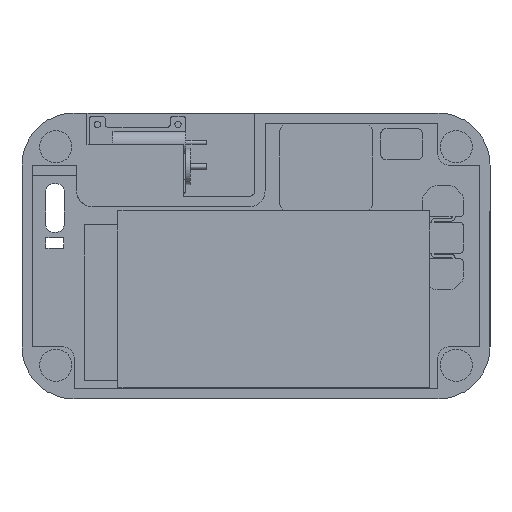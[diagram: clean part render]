
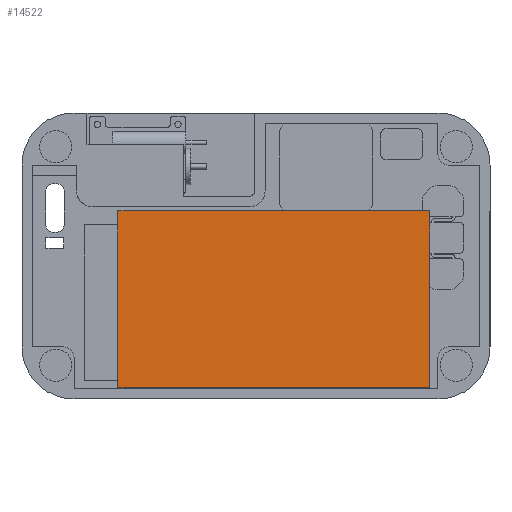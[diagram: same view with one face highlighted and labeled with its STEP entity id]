
A CAD part, front view. The second image highlights one B-rep face of the part: STEP entity #14522.
In plain terms, the highlighted planar face has unit normal (0, -1, 0).
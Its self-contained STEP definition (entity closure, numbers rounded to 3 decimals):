
#690 = EDGE_CURVE ( 'NONE', #17477, #12668, #13693, .T. ) ;
#994 = EDGE_CURVE ( 'NONE', #12668, #1290, #17323, .T. ) ;
#1279 = CARTESIAN_POINT ( 'NONE',  ( 30., 0., -17. ) ) ;
#1290 = VERTEX_POINT ( 'NONE', #11676 ) ;
#1919 = DIRECTION ( 'NONE',  ( 1., 0., 0. ) ) ;
#1975 = CARTESIAN_POINT ( 'NONE',  ( 0., 0., 0. ) ) ;
#2364 = ORIENTED_EDGE ( 'NONE', *, *, #690, .F. ) ;
#3606 = DIRECTION ( 'NONE',  ( 0., 1., 0. ) ) ;
#4363 = CARTESIAN_POINT ( 'NONE',  ( -30., 0., 17. ) ) ;
#4683 = DIRECTION ( 'NONE',  ( 0., 0., 1. ) ) ;
#4894 = CARTESIAN_POINT ( 'NONE',  ( -30., 0., -17. ) ) ;
#5020 = DIRECTION ( 'NONE',  ( 0., 0., -1. ) ) ;
#5034 = LINE ( 'NONE', #10491, #14700 ) ;
#5576 = CARTESIAN_POINT ( 'NONE',  ( 30., 0., 17. ) ) ;
#5947 = ORIENTED_EDGE ( 'NONE', *, *, #994, .F. ) ;
#5996 = AXIS2_PLACEMENT_3D ( 'NONE', #1975, #3606, #6431 ) ;
#6431 = DIRECTION ( 'NONE',  ( 0., 0., 1. ) ) ;
#6930 = EDGE_LOOP ( 'NONE', ( #10245, #5947, #2364, #8579 ) ) ;
#7610 = FACE_OUTER_BOUND ( 'NONE', #6930, .T. ) ;
#8579 = ORIENTED_EDGE ( 'NONE', *, *, #12283, .F. ) ;
#9541 = DIRECTION ( 'NONE',  ( -1., 0., 0. ) ) ;
#10245 = ORIENTED_EDGE ( 'NONE', *, *, #17132, .F. ) ;
#10491 = CARTESIAN_POINT ( 'NONE',  ( -30., 0., -17. ) ) ;
#10608 = VERTEX_POINT ( 'NONE', #4363 ) ;
#11676 = CARTESIAN_POINT ( 'NONE',  ( -30., 0., -17. ) ) ;
#11867 = PLANE ( 'NONE',  #5996 ) ;
#12283 = EDGE_CURVE ( 'NONE', #10608, #17477, #15805, .T. ) ;
#12668 = VERTEX_POINT ( 'NONE', #16974 ) ;
#12984 = VECTOR ( 'NONE', #5020, 1000. ) ;
#13080 = CARTESIAN_POINT ( 'NONE',  ( -30., 0., 17. ) ) ;
#13614 = VECTOR ( 'NONE', #9541, 1000. ) ;
#13693 = LINE ( 'NONE', #1279, #12984 ) ;
#14522 = ADVANCED_FACE ( 'NONE', ( #7610 ), #11867, .F. ) ;
#14700 = VECTOR ( 'NONE', #4683, 1000. ) ;
#15805 = LINE ( 'NONE', #13080, #17207 ) ;
#16974 = CARTESIAN_POINT ( 'NONE',  ( 30., 0., -17. ) ) ;
#17132 = EDGE_CURVE ( 'NONE', #1290, #10608, #5034, .T. ) ;
#17207 = VECTOR ( 'NONE', #1919, 1000. ) ;
#17323 = LINE ( 'NONE', #4894, #13614 ) ;
#17477 = VERTEX_POINT ( 'NONE', #5576 ) ;
